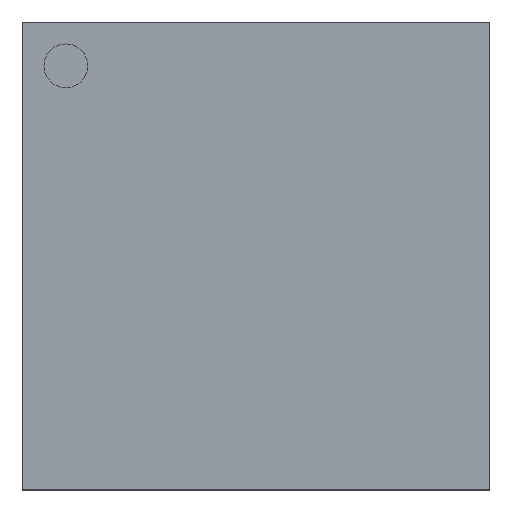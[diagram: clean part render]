
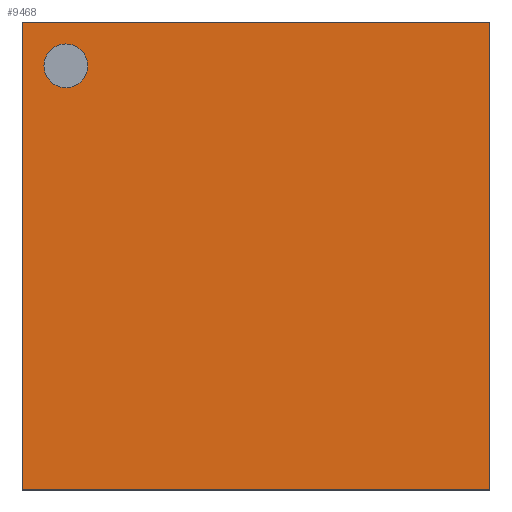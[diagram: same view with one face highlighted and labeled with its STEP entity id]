
A CAD part, top view. The second image highlights one B-rep face of the part: STEP entity #9468.
In plain terms, the highlighted planar face has unit normal (0, 0, 1).
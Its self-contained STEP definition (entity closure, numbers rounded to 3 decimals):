
#72 = CARTESIAN_POINT ( 'NONE',  ( -2.875, 3.25, 0.91 ) ) ;
#103 = CARTESIAN_POINT ( 'NONE',  ( -3.25, 3.25, 0.91 ) ) ;
#593 = ORIENTED_EDGE ( 'NONE', *, *, #6025, .F. ) ;
#746 = VECTOR ( 'NONE', #4646, 1000. ) ;
#925 = DIRECTION ( 'NONE',  ( 0., 0., 1. ) ) ;
#945 = CIRCLE ( 'NONE', #2925, 0.375 ) ;
#1006 = DIRECTION ( 'NONE',  ( 1., 0., 0. ) ) ;
#2231 = VECTOR ( 'NONE', #9484, 1000. ) ;
#2235 = CARTESIAN_POINT ( 'NONE',  ( 4., -4., 0.91 ) ) ;
#2381 = LINE ( 'NONE', #2444, #2231 ) ;
#2444 = CARTESIAN_POINT ( 'NONE',  ( -4., -4., 0.91 ) ) ;
#2467 = CARTESIAN_POINT ( 'NONE',  ( -4., 4., 0.91 ) ) ;
#2700 = DIRECTION ( 'NONE',  ( 0., 1., 0. ) ) ;
#2899 = VERTEX_POINT ( 'NONE', #10218 ) ;
#2925 = AXIS2_PLACEMENT_3D ( 'NONE', #5731, #925, #1006 ) ;
#2994 = VECTOR ( 'NONE', #2700, 1000. ) ;
#3258 = VERTEX_POINT ( 'NONE', #2235 ) ;
#3646 = CARTESIAN_POINT ( 'NONE',  ( -4., -4., 0.91 ) ) ;
#3869 = ORIENTED_EDGE ( 'NONE', *, *, #8954, .T. ) ;
#3881 = FACE_BOUND ( 'NONE', #6822, .T. ) ;
#4071 = EDGE_CURVE ( 'NONE', #11725, #9900, #6051, .T. ) ;
#4188 = DIRECTION ( 'NONE',  ( 1., 0., 0. ) ) ;
#4318 = CARTESIAN_POINT ( 'NONE',  ( -4., 4., 0.91 ) ) ;
#4646 = DIRECTION ( 'NONE',  ( 0., -1., 0. ) ) ;
#4845 = AXIS2_PLACEMENT_3D ( 'NONE', #6764, #7734, #5775 ) ;
#5082 = ORIENTED_EDGE ( 'NONE', *, *, #7517, .T. ) ;
#5467 = EDGE_CURVE ( 'NONE', #3258, #12764, #5660, .T. ) ;
#5660 = LINE ( 'NONE', #10664, #2994 ) ;
#5731 = CARTESIAN_POINT ( 'NONE',  ( -3.25, 3.25, 0.91 ) ) ;
#5764 = FACE_OUTER_BOUND ( 'NONE', #6006, .T. ) ;
#5775 = DIRECTION ( 'NONE',  ( 1., 0., 0. ) ) ;
#5941 = EDGE_CURVE ( 'NONE', #8361, #2899, #945, .T. ) ;
#6006 = EDGE_LOOP ( 'NONE', ( #6495, #5082, #8715, #3869 ) ) ;
#6025 = EDGE_CURVE ( 'NONE', #2899, #8361, #6241, .T. ) ;
#6051 = LINE ( 'NONE', #8825, #746 ) ;
#6241 = CIRCLE ( 'NONE', #8513, 0.375 ) ;
#6495 = ORIENTED_EDGE ( 'NONE', *, *, #5467, .T. ) ;
#6764 = CARTESIAN_POINT ( 'NONE',  ( 0., 0., 0.91 ) ) ;
#6787 = VECTOR ( 'NONE', #12437, 1000. ) ;
#6822 = EDGE_LOOP ( 'NONE', ( #593, #7914 ) ) ;
#7122 = LINE ( 'NONE', #4318, #6787 ) ;
#7517 = EDGE_CURVE ( 'NONE', #12764, #11725, #7122, .T. ) ;
#7734 = DIRECTION ( 'NONE',  ( 0., 0., 1. ) ) ;
#7914 = ORIENTED_EDGE ( 'NONE', *, *, #5941, .F. ) ;
#8361 = VERTEX_POINT ( 'NONE', #72 ) ;
#8513 = AXIS2_PLACEMENT_3D ( 'NONE', #103, #10164, #4188 ) ;
#8715 = ORIENTED_EDGE ( 'NONE', *, *, #4071, .T. ) ;
#8825 = CARTESIAN_POINT ( 'NONE',  ( -4., 4., 0.91 ) ) ;
#8954 = EDGE_CURVE ( 'NONE', #9900, #3258, #2381, .T. ) ;
#9468 = ADVANCED_FACE ( 'NONE', ( #3881, #5764 ), #12536, .T. ) ;
#9484 = DIRECTION ( 'NONE',  ( 1., 0., 0. ) ) ;
#9900 = VERTEX_POINT ( 'NONE', #3646 ) ;
#10164 = DIRECTION ( 'NONE',  ( 0., 0., 1. ) ) ;
#10218 = CARTESIAN_POINT ( 'NONE',  ( -3.625, 3.25, 0.91 ) ) ;
#10664 = CARTESIAN_POINT ( 'NONE',  ( 4., 4., 0.91 ) ) ;
#11468 = CARTESIAN_POINT ( 'NONE',  ( 4., 4., 0.91 ) ) ;
#11725 = VERTEX_POINT ( 'NONE', #2467 ) ;
#12437 = DIRECTION ( 'NONE',  ( -1., 0., 0. ) ) ;
#12536 = PLANE ( 'NONE',  #4845 ) ;
#12764 = VERTEX_POINT ( 'NONE', #11468 ) ;
